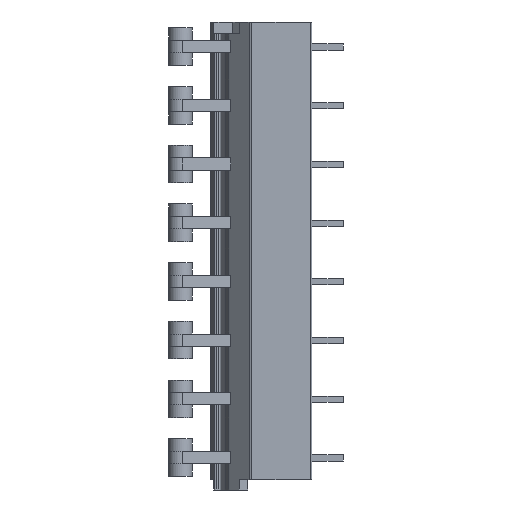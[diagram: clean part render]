
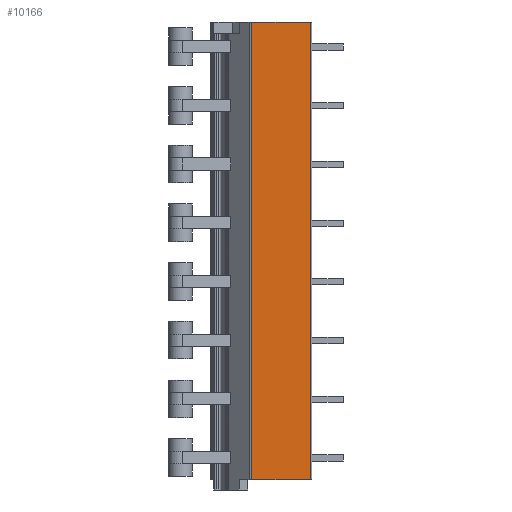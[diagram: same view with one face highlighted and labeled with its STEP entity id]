
A CAD part, left-side view. The second image highlights one B-rep face of the part: STEP entity #10166.
In plain terms, the highlighted planar face has unit normal (-1, 0, 0).
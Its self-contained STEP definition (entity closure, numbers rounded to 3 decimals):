
#30=DIRECTION('',(0.,-1.,0.));
#31=VECTOR('',#30,7.471);
#32=CARTESIAN_POINT('',(0.,7.671,-55.3));
#33=LINE('',#32,#31);
#310=DIRECTION('',(0.,-1.,0.));
#311=VECTOR('',#310,7.471);
#312=CARTESIAN_POINT('',(0.,7.671,3.2));
#313=LINE('',#312,#311);
#467=DIRECTION('',(0.,0.,1.));
#468=VECTOR('',#467,58.5);
#469=CARTESIAN_POINT('',(0.,7.671,-55.3));
#470=LINE('',#469,#468);
#471=DIRECTION('',(0.,0.,1.));
#472=VECTOR('',#471,58.5);
#473=CARTESIAN_POINT('',(0.,0.2,-55.3));
#474=LINE('',#473,#472);
#7916=CARTESIAN_POINT('',(0.,7.671,-55.3));
#7918=VERTEX_POINT('',#7916);
#7919=CARTESIAN_POINT('',(0.,0.2,-55.3));
#7920=VERTEX_POINT('',#7919);
#8036=CARTESIAN_POINT('',(0.,7.671,3.2));
#8038=VERTEX_POINT('',#8036);
#8039=CARTESIAN_POINT('',(0.,0.2,3.2));
#8040=VERTEX_POINT('',#8039);
#10154=CARTESIAN_POINT('',(0.,7.671,-55.3));
#10155=DIRECTION('',(-1.,0.,0.));
#10156=DIRECTION('',(0.,-1.,0.));
#10157=AXIS2_PLACEMENT_3D('',#10154,#10155,#10156);
#10158=PLANE('',#10157);
#10159=ORIENTED_EDGE('',*,*,#10148,.T.);
#10160=ORIENTED_EDGE('',*,*,#10034,.T.);
#10162=ORIENTED_EDGE('',*,*,#10161,.F.);
#10163=ORIENTED_EDGE('',*,*,#9834,.F.);
#10164=EDGE_LOOP('',(#10159,#10160,#10162,#10163));
#10165=FACE_OUTER_BOUND('',#10164,.F.);
#10166=ADVANCED_FACE('',(#10165),#10158,.T.);
#9834=EDGE_CURVE('',#7918,#7920,#33,.T.);
#10034=EDGE_CURVE('',#8038,#8040,#313,.T.);
#10148=EDGE_CURVE('',#7918,#8038,#470,.T.);
#10161=EDGE_CURVE('',#7920,#8040,#474,.T.);
